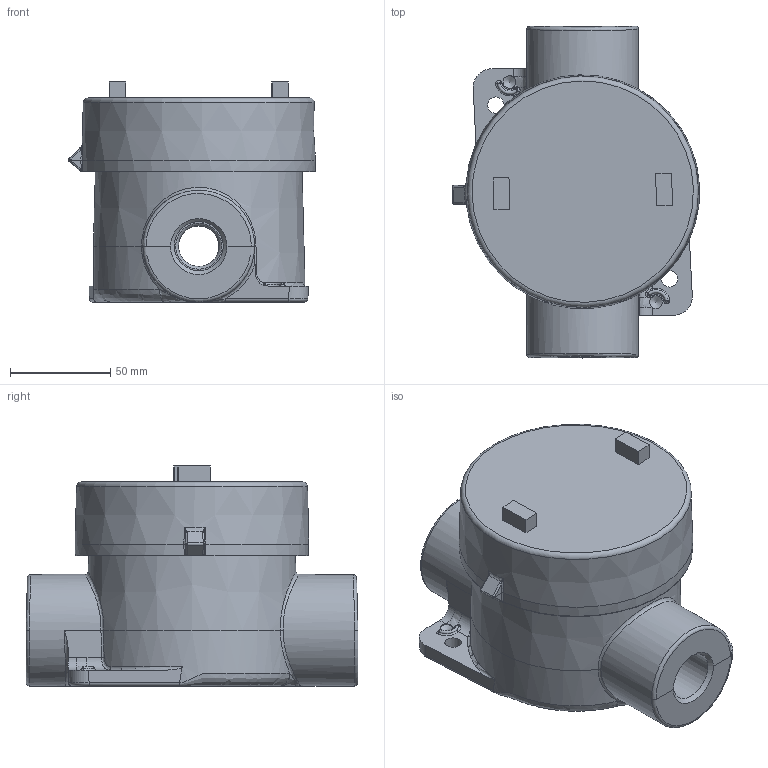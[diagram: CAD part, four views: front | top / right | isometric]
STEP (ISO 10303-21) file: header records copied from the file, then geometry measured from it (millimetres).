
FILE_DESCRIPTION(/* description */ (''),/* implementation_level */ '2;1');
FILE_NAME(/* name */ 'GEBC-2.stp',/* time_stamp */ '2020-11-02T10:27:20-06:00',/* author */ ('nsantoro'),/* organization */ (''),/* preprocessor_version */ 'ST-DEVELOPER v18',/* originating_system */ 'Autodesk Inventor 2020',/* authorisation */ '');
FILE_SCHEMA (('AUTOMOTIVE_DESIGN { 1 0 10303 214 3 1 1 }'));
Length unit declared in the file: inch
Products named in the file (3): GEBC-2; 21389; 21147-override
Assembly tree (2 placements, depth 2):
  GEBC-2
    21389
    21147-override
Bounding box: 122.92 x 165.15 x 109.47 mm (x, y, z)
Volume: 619345 mm3; surface area: 129582.4 mm2
Topology: 2 solids, 2 shells, 265 faces, 673 edges, 409 vertices
Faces by surface type: bspline 74, cylinder 70, plane 57, torus 38, cone 15, sphere 11
Full cylindrical faces by diameter (mm): 4.181 x1, 6.35 x2, 8.153 x2, 20.117 x2, 24.359 x2, 55.55 x2, 97.104 x1, 97.663 x1, 101.599 x1, 102.743 x1
Entity records: 14946 total; most frequent: CARTESIAN_POINT 8875, ORIENTED_EDGE 1320, DIRECTION 1203, EDGE_CURVE 660, AXIS2_PLACEMENT_3D 512, VERTEX_POINT 409, EDGE_LOOP 283, FACE_OUTER_BOUND 265
